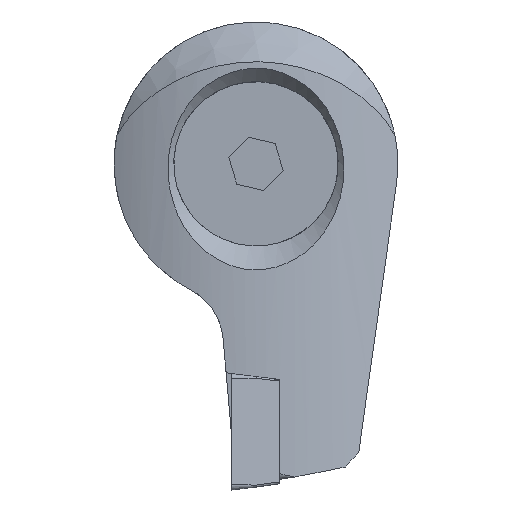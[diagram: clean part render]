
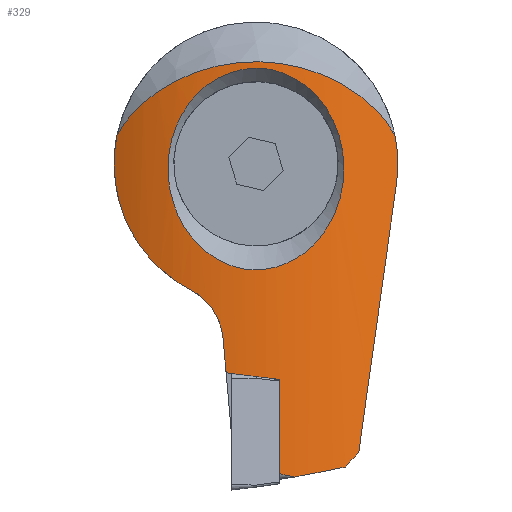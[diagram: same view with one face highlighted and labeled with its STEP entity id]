
A CAD part, left-side view. The second image highlights one B-rep face of the part: STEP entity #329.
In plain terms, the highlighted cylindrical face has radius 25 mm (diameter 50 mm), a partial arc.
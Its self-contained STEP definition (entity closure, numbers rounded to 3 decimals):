
#169=CYLINDRICAL_SURFACE('',#1040,25.);
#177=LINE('',#1428,#246);
#246=VECTOR('',#1137,1.);
#320=ELLIPSE('',#1035,25.435,25.);
#321=ELLIPSE('',#1036,25.635,25.);
#322=ELLIPSE('',#1037,36.297,25.);
#323=ELLIPSE('',#1038,179.879,25.);
#324=ELLIPSE('',#1039,287.236,25.);
#329=ADVANCED_FACE('',(#418,#419),#169,.T.);
#418=FACE_BOUND('',#448,.T.);
#419=FACE_BOUND('',#449,.T.);
#448=EDGE_LOOP('',(#514,#515,#516,#517,#518,#519,#520,#521,#522,#523,#524,
#525));
#449=EDGE_LOOP('',(#526));
#514=ORIENTED_EDGE('',*,*,#822,.F.);
#515=ORIENTED_EDGE('',*,*,#823,.T.);
#516=ORIENTED_EDGE('',*,*,#824,.F.);
#517=ORIENTED_EDGE('',*,*,#825,.F.);
#518=ORIENTED_EDGE('',*,*,#826,.F.);
#519=ORIENTED_EDGE('',*,*,#827,.T.);
#520=ORIENTED_EDGE('',*,*,#828,.F.);
#521=ORIENTED_EDGE('',*,*,#829,.T.);
#522=ORIENTED_EDGE('',*,*,#830,.F.);
#523=ORIENTED_EDGE('',*,*,#831,.T.);
#524=ORIENTED_EDGE('',*,*,#832,.F.);
#525=ORIENTED_EDGE('',*,*,#833,.F.);
#526=ORIENTED_EDGE('',*,*,#820,.F.);
#740=VERTEX_POINT('',#1410);
#742=VERTEX_POINT('',#1415);
#743=VERTEX_POINT('',#1416);
#744=VERTEX_POINT('',#1427);
#745=VERTEX_POINT('',#1429);
#746=VERTEX_POINT('',#1443);
#747=VERTEX_POINT('',#1445);
#748=VERTEX_POINT('',#1447);
#749=VERTEX_POINT('',#1449);
#750=VERTEX_POINT('',#1454);
#751=VERTEX_POINT('',#1469);
#752=VERTEX_POINT('',#1476);
#753=VERTEX_POINT('',#1481);
#820=EDGE_CURVE('',#740,#740,#934,.T.);
#822=EDGE_CURVE('',#742,#743,#320,.T.);
#823=EDGE_CURVE('',#742,#744,#935,.T.);
#824=EDGE_CURVE('',#745,#744,#177,.T.);
#825=EDGE_CURVE('',#746,#745,#936,.T.);
#826=EDGE_CURVE('',#747,#746,#321,.T.);
#827=EDGE_CURVE('',#747,#748,#322,.T.);
#828=EDGE_CURVE('',#749,#748,#323,.T.);
#829=EDGE_CURVE('',#749,#750,#937,.T.);
#830=EDGE_CURVE('',#751,#750,#938,.T.);
#831=EDGE_CURVE('',#751,#752,#939,.T.);
#832=EDGE_CURVE('',#753,#752,#940,.T.);
#833=EDGE_CURVE('',#743,#753,#324,.T.);
#934=B_SPLINE_CURVE_WITH_KNOTS('',3,(#1392,#1393,#1394,#1395,#1396,#1397,
#1398,#1399,#1400,#1401,#1402,#1403,#1404,#1405,#1406,#1407,#1408,#1409),
 .UNSPECIFIED.,.T.,.F.,(2,2,2,2,2,2,2,2,2,2,2),(-0.125,0.,0.125,0.25,0.375,
0.5,0.625,0.75,0.875,1.,1.125),.UNSPECIFIED.);
#935=B_SPLINE_CURVE_WITH_KNOTS('',3,(#1417,#1418,#1419,#1420,#1421,#1422,
#1423,#1424,#1425,#1426),.UNSPECIFIED.,.F.,.F.,(4,3,3,4),(0.,0.254,
0.627,1.),.UNSPECIFIED.);
#936=B_SPLINE_CURVE_WITH_KNOTS('',3,(#1430,#1431,#1432,#1433,#1434,#1435,
#1436,#1437,#1438,#1439,#1440,#1441,#1442),.UNSPECIFIED.,.F.,.F.,(4,3,3,
3,4),(0.,0.502,0.875,0.969,1.),
 .UNSPECIFIED.);
#937=B_SPLINE_CURVE_WITH_KNOTS('',3,(#1450,#1451,#1452,#1453),
 .UNSPECIFIED.,.F.,.F.,(4,4),(0.,1.),.UNSPECIFIED.);
#938=B_SPLINE_CURVE_WITH_KNOTS('',3,(#1455,#1456,#1457,#1458,#1459,#1460,
#1461,#1462,#1463,#1464,#1465,#1466,#1467,#1468),.UNSPECIFIED.,.F.,.F.,
(4,2,2,2,2,2,4),(0.,0.125,0.25,0.5,0.75,0.875,1.),.UNSPECIFIED.);
#939=B_SPLINE_CURVE_WITH_KNOTS('',3,(#1470,#1471,#1472,#1473,#1474,#1475),
 .UNSPECIFIED.,.F.,.F.,(4,2,4),(0.,0.5,1.),.UNSPECIFIED.);
#940=B_SPLINE_CURVE_WITH_KNOTS('',3,(#1477,#1478,#1479,#1480),
 .UNSPECIFIED.,.F.,.F.,(4,4),(0.,1.),.UNSPECIFIED.);
#1035=AXIS2_PLACEMENT_3D('',#1414,#1135,#1136);
#1036=AXIS2_PLACEMENT_3D('',#1444,#1138,#1139);
#1037=AXIS2_PLACEMENT_3D('',#1446,#1140,#1141);
#1038=AXIS2_PLACEMENT_3D('',#1448,#1142,#1143);
#1039=AXIS2_PLACEMENT_3D('',#1482,#1144,#1145);
#1040=AXIS2_PLACEMENT_3D('',#1483,#1146,#1147);
#1135=DIRECTION('',(0.087,0.122,-0.989));
#1136=DIRECTION('',(0.746,0.65,0.145));
#1137=DIRECTION('',(0.052,0.,0.999));
#1138=DIRECTION('',(0.086,-0.174,-0.981));
#1139=DIRECTION('',(0.615,-0.766,0.189));
#1140=DIRECTION('',(-0.053,0.719,0.692));
#1141=DIRECTION('',(0.123,-0.684,0.72));
#1142=DIRECTION('',(0.,-0.99,-0.139));
#1143=DIRECTION('',(0.053,-0.139,0.989));
#1144=DIRECTION('',(0.,0.996,-0.087));
#1145=DIRECTION('',(0.053,0.087,0.995));
#1146=DIRECTION('',(0.052,0.,0.999));
#1147=DIRECTION('',(0.999,0.,-0.052));
#1392=CARTESIAN_POINT('',(-6.725,-6.95,2.914));
#1393=CARTESIAN_POINT('',(-7.092,-4.661,6.356));
#1394=CARTESIAN_POINT('',(-7.358,-2.832,7.619));
#1395=CARTESIAN_POINT('',(-7.462,1.222,8.135));
#1396=CARTESIAN_POINT('',(-7.271,3.353,7.312));
#1397=CARTESIAN_POINT('',(-6.855,6.247,4.419));
#1398=CARTESIAN_POINT('',(-6.681,7.098,2.398));
#1399=CARTESIAN_POINT('',(-6.799,7.413,-1.69));
#1400=CARTESIAN_POINT('',(-7.092,6.891,-3.789));
#1401=CARTESIAN_POINT('',(-7.8,4.657,-7.15));
#1402=CARTESIAN_POINT('',(-8.198,2.882,-8.454));
#1403=CARTESIAN_POINT('',(-8.362,-1.237,-9.003));
#1404=CARTESIAN_POINT('',(-8.086,-3.318,-8.164));
#1405=CARTESIAN_POINT('',(-7.372,-6.208,-5.258));
#1406=CARTESIAN_POINT('',(-6.992,-7.055,-3.286));
#1407=CARTESIAN_POINT('',(-6.664,-7.432,0.794));
#1408=CARTESIAN_POINT('',(-6.725,-6.95,2.914));
#1409=CARTESIAN_POINT('',(-7.092,-4.661,6.356));
#1410=CARTESIAN_POINT('',(-6.909,-5.806,4.635));
#1414=CARTESIAN_POINT('',(16.39,0.,-15.413));
#1415=CARTESIAN_POINT('',(-8.751,-0.829,-17.714));
#1416=CARTESIAN_POINT('',(-8.62,2.469,-17.296));
#1417=CARTESIAN_POINT('',(-8.751,-0.829,-17.714));
#1418=CARTESIAN_POINT('',(-8.748,-0.925,-17.726));
#1419=CARTESIAN_POINT('',(-8.745,-1.022,-17.738));
#1420=CARTESIAN_POINT('',(-8.741,-1.119,-17.751));
#1421=CARTESIAN_POINT('',(-8.736,-1.261,-17.77));
#1422=CARTESIAN_POINT('',(-8.729,-1.403,-17.79));
#1423=CARTESIAN_POINT('',(-8.722,-1.545,-17.81));
#1424=CARTESIAN_POINT('',(-8.714,-1.687,-17.83));
#1425=CARTESIAN_POINT('',(-8.705,-1.828,-17.85));
#1426=CARTESIAN_POINT('',(-8.695,-1.97,-17.87));
#1427=CARTESIAN_POINT('',(-8.695,-1.97,-17.87));
#1428=CARTESIAN_POINT('',(-9.759,-1.97,-38.183));
#1429=CARTESIAN_POINT('',(-9.1,-1.97,-25.605));
#1430=CARTESIAN_POINT('',(-8.987,-3.21,-25.923));
#1431=CARTESIAN_POINT('',(-9.013,-2.997,-25.891));
#1432=CARTESIAN_POINT('',(-9.036,-2.785,-25.856));
#1433=CARTESIAN_POINT('',(-9.056,-2.573,-25.812));
#1434=CARTESIAN_POINT('',(-9.071,-2.416,-25.78));
#1435=CARTESIAN_POINT('',(-9.084,-2.258,-25.747));
#1436=CARTESIAN_POINT('',(-9.093,-2.108,-25.689));
#1437=CARTESIAN_POINT('',(-9.096,-2.07,-25.674));
#1438=CARTESIAN_POINT('',(-9.098,-2.031,-25.658));
#1439=CARTESIAN_POINT('',(-9.099,-1.999,-25.634));
#1440=CARTESIAN_POINT('',(-9.1,-1.988,-25.626));
#1441=CARTESIAN_POINT('',(-9.1,-1.977,-25.617));
#1442=CARTESIAN_POINT('',(-9.1,-1.97,-25.605));
#1443=CARTESIAN_POINT('',(-8.987,-3.21,-25.923));
#1444=CARTESIAN_POINT('',(15.924,0.,-24.311));
#1445=CARTESIAN_POINT('',(-8.037,-7.377,-25.102));
#1446=CARTESIAN_POINT('',(15.576,0.,-30.957));
#1447=CARTESIAN_POINT('',(-7.594,-8.507,-23.893));
#1448=CARTESIAN_POINT('',(12.773,0.,-84.427));
#1449=CARTESIAN_POINT('',(-5.045,-11.636,-1.635));
#1450=CARTESIAN_POINT('',(-5.045,-11.636,-1.635));
#1451=CARTESIAN_POINT('',(-4.877,-11.823,-0.303));
#1452=CARTESIAN_POINT('',(-4.83,-11.78,1.049));
#1453=CARTESIAN_POINT('',(-4.902,-11.509,2.367));
#1454=CARTESIAN_POINT('',(-4.902,-11.509,2.367));
#1455=CARTESIAN_POINT('',(-4.902,11.509,2.367));
#1456=CARTESIAN_POINT('',(-5.126,10.975,3.374));
#1457=CARTESIAN_POINT('',(-5.439,10.232,4.236));
#1458=CARTESIAN_POINT('',(-6.039,8.564,5.722));
#1459=CARTESIAN_POINT('',(-6.331,7.636,6.346));
#1460=CARTESIAN_POINT('',(-7.085,4.595,7.903));
#1461=CARTESIAN_POINT('',(-7.393,2.298,8.457));
#1462=CARTESIAN_POINT('',(-7.393,-2.3,8.457));
#1463=CARTESIAN_POINT('',(-7.082,-4.613,7.896));
#1464=CARTESIAN_POINT('',(-6.329,-7.64,6.343));
#1465=CARTESIAN_POINT('',(-6.039,-8.565,5.722));
#1466=CARTESIAN_POINT('',(-5.437,-10.237,4.23));
#1467=CARTESIAN_POINT('',(-5.126,-10.975,3.374));
#1468=CARTESIAN_POINT('',(-4.902,-11.509,2.367));
#1469=CARTESIAN_POINT('',(-4.902,11.509,2.367));
#1470=CARTESIAN_POINT('',(-4.902,11.509,2.367));
#1471=CARTESIAN_POINT('',(-4.765,12.027,-0.15));
#1472=CARTESIAN_POINT('',(-5.128,11.666,-2.879));
#1473=CARTESIAN_POINT('',(-6.39,9.469,-7.397));
#1474=CARTESIAN_POINT('',(-7.227,7.67,-9.26));
#1475=CARTESIAN_POINT('',(-7.792,5.401,-10.435));
#1476=CARTESIAN_POINT('',(-7.792,5.401,-10.435));
#1477=CARTESIAN_POINT('',(-8.444,2.719,-14.44));
#1478=CARTESIAN_POINT('',(-8.339,2.868,-12.741));
#1479=CARTESIAN_POINT('',(-8.16,3.92,-11.202));
#1480=CARTESIAN_POINT('',(-7.792,5.401,-10.435));
#1481=CARTESIAN_POINT('',(-8.444,2.719,-14.44));
#1482=CARTESIAN_POINT('',(14.813,0.,-45.517));
#1483=CARTESIAN_POINT('',(15.129,0.,-39.487));
